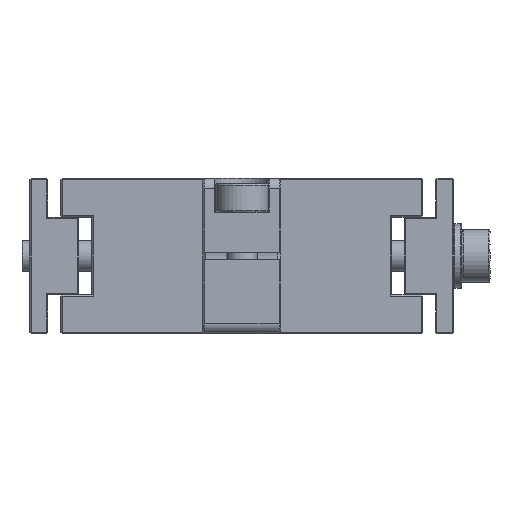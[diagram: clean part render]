
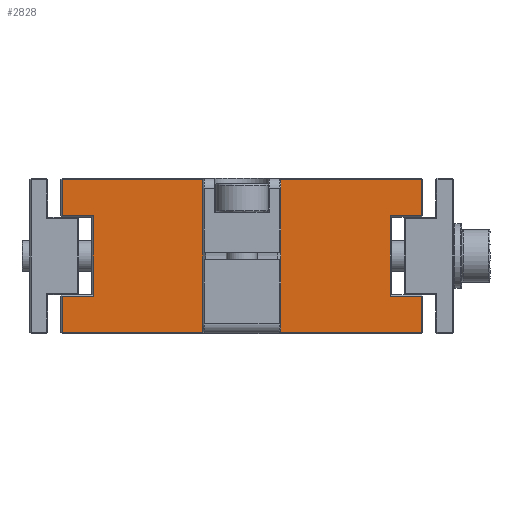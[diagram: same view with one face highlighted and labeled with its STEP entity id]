
A CAD part, left-side view. The second image highlights one B-rep face of the part: STEP entity #2828.
In plain terms, the highlighted planar face has unit normal (-1, 0, 0).
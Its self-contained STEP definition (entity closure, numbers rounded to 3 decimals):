
#96 = VERTEX_POINT ( 'NONE', #6245 ) ;
#222 = VERTEX_POINT ( 'NONE', #4048 ) ;
#302 = CIRCLE ( 'NONE', #4362, 2.5 ) ;
#357 = CARTESIAN_POINT ( 'NONE',  ( 21., -34.75, -7.75 ) ) ;
#495 = CARTESIAN_POINT ( 'NONE',  ( 21., -34.75, 14.75 ) ) ;
#551 = EDGE_CURVE ( 'NONE', #222, #96, #4632, .T. ) ;
#726 = ORIENTED_EDGE ( 'NONE', *, *, #1164, .F. ) ;
#851 = CARTESIAN_POINT ( 'NONE',  ( 21., 0., 0. ) ) ;
#996 = DIRECTION ( 'NONE',  ( 0., 1., 0. ) ) ;
#1005 = EDGE_CURVE ( 'NONE', #4773, #1104, #8202, .T. ) ;
#1076 = DIRECTION ( 'NONE',  ( 0., 1., 0. ) ) ;
#1104 = VERTEX_POINT ( 'NONE', #8887 ) ;
#1164 = EDGE_CURVE ( 'NONE', #8768, #1232, #8418, .T. ) ;
#1230 = CARTESIAN_POINT ( 'NONE',  ( 21., 0., 10.75 ) ) ;
#1232 = VERTEX_POINT ( 'NONE', #495 ) ;
#1248 = LINE ( 'NONE', #4118, #8958 ) ;
#1255 = VERTEX_POINT ( 'NONE', #7664 ) ;
#1299 = CARTESIAN_POINT ( 'NONE',  ( 21., 0., 13.25 ) ) ;
#1402 = EDGE_CURVE ( 'NONE', #4927, #8768, #6297, .T. ) ;
#1516 = PLANE ( 'NONE',  #5330 ) ;
#1701 = DIRECTION ( 'NONE',  ( 0., 0., -1. ) ) ;
#1850 = LINE ( 'NONE', #4716, #7827 ) ;
#1943 = LINE ( 'NONE', #8975, #8134 ) ;
#1957 = DIRECTION ( 'NONE',  ( 0., -1., 0. ) ) ;
#1976 = VECTOR ( 'NONE', #996, 1000. ) ;
#1981 = CARTESIAN_POINT ( 'NONE',  ( 21., 34.75, 0. ) ) ;
#2278 = AXIS2_PLACEMENT_3D ( 'NONE', #6694, #4477, #8032 ) ;
#2287 = CARTESIAN_POINT ( 'NONE',  ( 21., 0., -7.75 ) ) ;
#2326 = VECTOR ( 'NONE', #1076, 1000. ) ;
#2530 = ORIENTED_EDGE ( 'NONE', *, *, #4453, .F. ) ;
#2559 = ORIENTED_EDGE ( 'NONE', *, *, #8715, .F. ) ;
#2571 = ORIENTED_EDGE ( 'NONE', *, *, #551, .F. ) ;
#2601 = CARTESIAN_POINT ( 'NONE',  ( 21., 28.75, 7.75 ) ) ;
#2618 = EDGE_LOOP ( 'NONE', ( #2571, #7614, #3998, #6220, #2559, #4917, #6131, #6407, #726, #4352, #3722, #2530 ) ) ;
#2720 = EDGE_CURVE ( 'NONE', #6862, #4773, #1248, .T. ) ;
#2743 = CARTESIAN_POINT ( 'NONE',  ( 21., -28.75, 7.75 ) ) ;
#2749 = CARTESIAN_POINT ( 'NONE',  ( 21., -34.75, 7.75 ) ) ;
#2828 = ADVANCED_FACE ( 'NONE', ( #5176, #8074, #8735 ), #1516, .F. ) ;
#3021 = DIRECTION ( 'NONE',  ( 0., 1., 0. ) ) ;
#3300 = DIRECTION ( 'NONE',  ( -1., 0., 0. ) ) ;
#3475 = VECTOR ( 'NONE', #5902, 1000. ) ;
#3516 = LINE ( 'NONE', #6385, #8881 ) ;
#3627 = LINE ( 'NONE', #1981, #6333 ) ;
#3722 = ORIENTED_EDGE ( 'NONE', *, *, #4107, .F. ) ;
#3732 = CARTESIAN_POINT ( 'NONE',  ( 21., -28.75, -7.75 ) ) ;
#3954 = ORIENTED_EDGE ( 'NONE', *, *, #4950, .F. ) ;
#3998 = ORIENTED_EDGE ( 'NONE', *, *, #1005, .F. ) ;
#4048 = CARTESIAN_POINT ( 'NONE',  ( 21., 34.75, -7.75 ) ) ;
#4062 = DIRECTION ( 'NONE',  ( 0., 0., -1. ) ) ;
#4107 = EDGE_CURVE ( 'NONE', #4615, #4927, #8738, .T. ) ;
#4118 = CARTESIAN_POINT ( 'NONE',  ( 21., -34.75, 0. ) ) ;
#4260 = CARTESIAN_POINT ( 'NONE',  ( 21., 34.75, 0. ) ) ;
#4352 = ORIENTED_EDGE ( 'NONE', *, *, #1402, .F. ) ;
#4362 = AXIS2_PLACEMENT_3D ( 'NONE', #1230, #3300, #7497 ) ;
#4386 = EDGE_CURVE ( 'NONE', #8796, #4851, #3516, .T. ) ;
#4453 = EDGE_CURVE ( 'NONE', #96, #4615, #6042, .T. ) ;
#4477 = DIRECTION ( 'NONE',  ( -1., 0., 0. ) ) ;
#4614 = EDGE_CURVE ( 'NONE', #1232, #5690, #1943, .T. ) ;
#4615 = VERTEX_POINT ( 'NONE', #2601 ) ;
#4632 = LINE ( 'NONE', #2287, #9256 ) ;
#4716 = CARTESIAN_POINT ( 'NONE',  ( 21., 0., -7.75 ) ) ;
#4773 = VERTEX_POINT ( 'NONE', #7843 ) ;
#4833 = CIRCLE ( 'NONE', #2278, 2.5 ) ;
#4849 = DIRECTION ( 'NONE',  ( 0., 0., 1. ) ) ;
#4851 = VERTEX_POINT ( 'NONE', #3732 ) ;
#4889 = VECTOR ( 'NONE', #1957, 1000. ) ;
#4917 = ORIENTED_EDGE ( 'NONE', *, *, #4386, .F. ) ;
#4927 = VERTEX_POINT ( 'NONE', #8345 ) ;
#4950 = EDGE_CURVE ( 'NONE', #8414, #8414, #302, .T. ) ;
#5117 = EDGE_CURVE ( 'NONE', #1104, #222, #3627, .T. ) ;
#5152 = DIRECTION ( 'NONE',  ( 0., -1., 0. ) ) ;
#5175 = CARTESIAN_POINT ( 'NONE',  ( 21., 0., 7.75 ) ) ;
#5176 = FACE_BOUND ( 'NONE', #7898, .T. ) ;
#5329 = DIRECTION ( 'NONE',  ( 0., 0., -1. ) ) ;
#5330 = AXIS2_PLACEMENT_3D ( 'NONE', #851, #8780, #1701 ) ;
#5677 = ORIENTED_EDGE ( 'NONE', *, *, #5898, .F. ) ;
#5690 = VERTEX_POINT ( 'NONE', #2749 ) ;
#5849 = CARTESIAN_POINT ( 'NONE',  ( 21., 28.75, 0. ) ) ;
#5882 = EDGE_CURVE ( 'NONE', #5690, #8796, #7409, .T. ) ;
#5898 = EDGE_CURVE ( 'NONE', #1255, #1255, #4833, .T. ) ;
#5902 = DIRECTION ( 'NONE',  ( 0., 0., 1. ) ) ;
#6042 = LINE ( 'NONE', #5849, #3475 ) ;
#6131 = ORIENTED_EDGE ( 'NONE', *, *, #5882, .F. ) ;
#6220 = ORIENTED_EDGE ( 'NONE', *, *, #2720, .F. ) ;
#6245 = CARTESIAN_POINT ( 'NONE',  ( 21., 28.75, -7.75 ) ) ;
#6297 = LINE ( 'NONE', #4260, #7301 ) ;
#6333 = VECTOR ( 'NONE', #4849, 1000. ) ;
#6385 = CARTESIAN_POINT ( 'NONE',  ( 21., -28.75, 0. ) ) ;
#6407 = ORIENTED_EDGE ( 'NONE', *, *, #4614, .F. ) ;
#6694 = CARTESIAN_POINT ( 'NONE',  ( 21., 0., -10.75 ) ) ;
#6862 = VERTEX_POINT ( 'NONE', #357 ) ;
#7137 = DIRECTION ( 'NONE',  ( 0., 0., 1. ) ) ;
#7301 = VECTOR ( 'NONE', #7137, 1000. ) ;
#7401 = EDGE_LOOP ( 'NONE', ( #3954 ) ) ;
#7409 = LINE ( 'NONE', #5175, #7555 ) ;
#7497 = DIRECTION ( 'NONE',  ( 0., 0., 1. ) ) ;
#7555 = VECTOR ( 'NONE', #3021, 1000. ) ;
#7604 = DIRECTION ( 'NONE',  ( 0., -1., 0. ) ) ;
#7614 = ORIENTED_EDGE ( 'NONE', *, *, #5117, .F. ) ;
#7664 = CARTESIAN_POINT ( 'NONE',  ( 21., -2.5, -10.75 ) ) ;
#7827 = VECTOR ( 'NONE', #7604, 1000. ) ;
#7843 = CARTESIAN_POINT ( 'NONE',  ( 21., -34.75, -14.75 ) ) ;
#7898 = EDGE_LOOP ( 'NONE', ( #5677 ) ) ;
#8032 = DIRECTION ( 'NONE',  ( 0., -1., 0. ) ) ;
#8074 = FACE_OUTER_BOUND ( 'NONE', #2618, .T. ) ;
#8134 = VECTOR ( 'NONE', #4062, 1000. ) ;
#8202 = LINE ( 'NONE', #8954, #2326 ) ;
#8345 = CARTESIAN_POINT ( 'NONE',  ( 21., 34.75, 7.75 ) ) ;
#8414 = VERTEX_POINT ( 'NONE', #1299 ) ;
#8418 = LINE ( 'NONE', #8939, #4889 ) ;
#8557 = DIRECTION ( 'NONE',  ( 0., 0., -1. ) ) ;
#8715 = EDGE_CURVE ( 'NONE', #4851, #6862, #1850, .T. ) ;
#8735 = FACE_BOUND ( 'NONE', #7401, .T. ) ;
#8738 = LINE ( 'NONE', #8921, #1976 ) ;
#8768 = VERTEX_POINT ( 'NONE', #9346 ) ;
#8780 = DIRECTION ( 'NONE',  ( 1., 0., 0. ) ) ;
#8796 = VERTEX_POINT ( 'NONE', #2743 ) ;
#8881 = VECTOR ( 'NONE', #8557, 1000. ) ;
#8887 = CARTESIAN_POINT ( 'NONE',  ( 21., 34.75, -14.75 ) ) ;
#8921 = CARTESIAN_POINT ( 'NONE',  ( 21., 0., 7.75 ) ) ;
#8939 = CARTESIAN_POINT ( 'NONE',  ( 21., 0., 14.75 ) ) ;
#8954 = CARTESIAN_POINT ( 'NONE',  ( 21., 0., -14.75 ) ) ;
#8958 = VECTOR ( 'NONE', #5329, 1000. ) ;
#8975 = CARTESIAN_POINT ( 'NONE',  ( 21., -34.75, 0. ) ) ;
#9256 = VECTOR ( 'NONE', #5152, 1000. ) ;
#9346 = CARTESIAN_POINT ( 'NONE',  ( 21., 34.75, 14.75 ) ) ;
